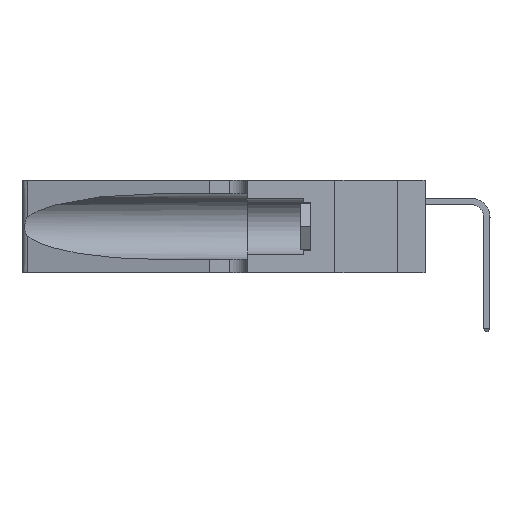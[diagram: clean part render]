
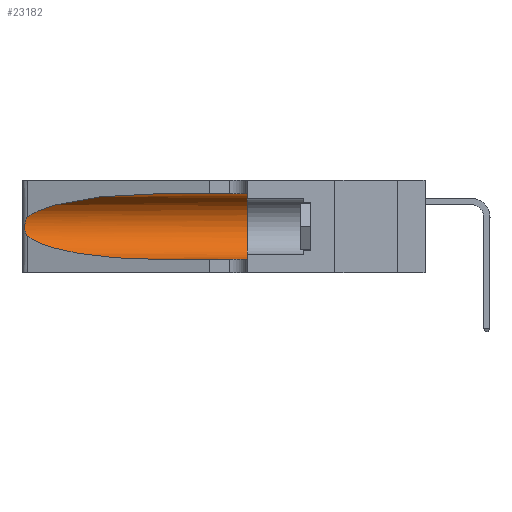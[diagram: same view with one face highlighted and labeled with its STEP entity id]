
A CAD part, left-side view. The second image highlights one B-rep face of the part: STEP entity #23182.
In plain terms, the highlighted cylindrical face has radius 3.308 mm (diameter 6.617 mm), a partial arc.
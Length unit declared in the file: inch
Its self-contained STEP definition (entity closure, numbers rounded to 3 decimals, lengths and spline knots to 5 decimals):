
#516 = ORIENTED_EDGE ( 'NONE', *, *, #37276, .F. ) ;
#942 = VERTEX_POINT ( 'NONE', #39314 ) ;
#1668 = CARTESIAN_POINT ( 'NONE',  ( 0.25487, 1.22718, 0.22369 ) ) ;
#2321 = CARTESIAN_POINT ( 'NONE',  ( 0.26018, 1.23835, 0.19895 ) ) ;
#3358 = CARTESIAN_POINT ( 'NONE',  ( 0.1305, 0.72297, 0.05475 ) ) ;
#5149 = LINE ( 'NONE', #18950, #22156 ) ;
#5781 = CARTESIAN_POINT ( 'NONE',  ( 0.26075, 1.23896, 0.178 ) ) ;
#5908 = CARTESIAN_POINT ( 'NONE',  ( 0.1305, 1.61858, 0.185 ) ) ;
#7618 = EDGE_LOOP ( 'NONE', ( #14697, #17849, #9809, #28865, #516, #29609 ) ) ;
#8762 = VERTEX_POINT ( 'NONE', #18023 ) ;
#9163 = CARTESIAN_POINT ( 'NONE',  ( 0.25856, 1.23593, 0.16098 ) ) ;
#9289 = DIRECTION ( 'NONE',  ( 0., 0., -1. ) ) ;
#9398 = EDGE_CURVE ( 'NONE', #12486, #942, #23134, .T. ) ;
#9809 = ORIENTED_EDGE ( 'NONE', *, *, #16823, .T. ) ;
#11221 = DIRECTION ( 'NONE',  ( 0., 1., 0. ) ) ;
#12429 = CARTESIAN_POINT ( 'NONE',  ( 0.25487, 1.22718, 0.22369 ) ) ;
#12486 = VERTEX_POINT ( 'NONE', #36785 ) ;
#12564 = CARTESIAN_POINT ( 'NONE',  ( 0.25639, 1.23186, 0.15144 ) ) ;
#13066 = LINE ( 'NONE', #36087, #36976 ) ;
#14697 = ORIENTED_EDGE ( 'NONE', *, *, #9398, .T. ) ;
#16011 = CARTESIAN_POINT ( 'NONE',  ( 0.25487, 1.22718, 0.14631 ) ) ;
#16823 = EDGE_CURVE ( 'NONE', #8762, #30314, #33248, .T. ) ;
#17177 = CARTESIAN_POINT ( 'NONE',  ( 0.18966, 0.96281, 0.05475 ) ) ;
#17849 = ORIENTED_EDGE ( 'NONE', *, *, #36907, .T. ) ;
#18023 = CARTESIAN_POINT ( 'NONE',  ( 0.25487, 1.22718, 0.14631 ) ) ;
#18324 = EDGE_CURVE ( 'NONE', #30314, #36267, #13066, .T. ) ;
#18950 = CARTESIAN_POINT ( 'NONE',  ( 0.1305, 1.61858, 0.31525 ) ) ;
#19271 = CARTESIAN_POINT ( 'NONE',  ( 0.25639, 1.23184, 0.21858 ) ) ;
#20423 = CARTESIAN_POINT ( 'NONE',  ( 0.2373, 1.15595, 0.08982 ) ) ;
#21105 = CARTESIAN_POINT ( 'NONE',  ( 0.1305, 0.35, 0.31525 ) ) ;
#21235 = CYLINDRICAL_SURFACE ( 'NONE', #22114, 0.13025 ) ;
#22014 = CARTESIAN_POINT ( 'NONE',  ( 0.2373, 1.15595, 0.28018 ) ) ;
#22114 = AXIS2_PLACEMENT_3D ( 'NONE', #5908, #22833, #9289 ) ;
#22156 = VECTOR ( 'NONE', #32461, 39.37008 ) ;
#22187 = VERTEX_POINT ( 'NONE', #21105 ) ;
#22331 = FACE_OUTER_BOUND ( 'NONE', #7618, .T. ) ;
#22701 = CARTESIAN_POINT ( 'NONE',  ( 0.25854, 1.2359, 0.20912 ) ) ;
#22833 = DIRECTION ( 'NONE',  ( 0., -1., 0. ) ) ;
#23134 =( BOUNDED_CURVE ( )  B_SPLINE_CURVE ( 3, ( #35520, #38892, #22014, #1668 ),
 .UNSPECIFIED., .F., .T. ) 
 B_SPLINE_CURVE_WITH_KNOTS ( ( 4, 4 ),
 ( 1.5708, 2.84003 ),
 .UNSPECIFIED. ) 
 CURVE ( )  GEOMETRIC_REPRESENTATION_ITEM ( )  RATIONAL_B_SPLINE_CURVE ( ( 1., 0.87, 0.87, 1. ) ) 
 REPRESENTATION_ITEM ( '' )  );
#23148 = CARTESIAN_POINT ( 'NONE',  ( 0.1305, 0.35, 0.05475 ) ) ;
#23182 = ADVANCED_FACE ( 'NONE', ( #22331 ), #21235, .F. ) ;
#23501 = CIRCLE ( 'NONE', #34220, 0.13025 ) ;
#26116 = CARTESIAN_POINT ( 'NONE',  ( 0.26075, 1.23896, 0.19203 ) ) ;
#28865 = ORIENTED_EDGE ( 'NONE', *, *, #18324, .T. ) ;
#29506 = CARTESIAN_POINT ( 'NONE',  ( 0.26017, 1.23833, 0.17102 ) ) ;
#29609 = ORIENTED_EDGE ( 'NONE', *, *, #34914, .F. ) ;
#30314 = VERTEX_POINT ( 'NONE', #3358 ) ;
#31573 = CARTESIAN_POINT ( 'NONE',  ( 0.1305, 0.35, 0.185 ) ) ;
#32461 = DIRECTION ( 'NONE',  ( 0., -1., 0. ) ) ;
#32786 = CARTESIAN_POINT ( 'NONE',  ( 0.25555, 1.22994, 0.2215 ) ) ;
#32932 = CARTESIAN_POINT ( 'NONE',  ( 0.25789, 1.23486, 0.15765 ) ) ;
#33248 =( BOUNDED_CURVE ( )  B_SPLINE_CURVE ( 3, ( #34109, #20423, #17177, #40846 ),
 .UNSPECIFIED., .F., .F. ) 
 B_SPLINE_CURVE_WITH_KNOTS ( ( 4, 4 ),
 ( 3.44316, 4.71239 ),
 .UNSPECIFIED. ) 
 CURVE ( )  GEOMETRIC_REPRESENTATION_ITEM ( )  RATIONAL_B_SPLINE_CURVE ( ( 1., 0.87, 0.87, 1. ) ) 
 REPRESENTATION_ITEM ( '' )  );
#34109 = CARTESIAN_POINT ( 'NONE',  ( 0.25487, 1.22718, 0.14631 ) ) ;
#34220 = AXIS2_PLACEMENT_3D ( 'NONE', #31573, #11221, #34992 ) ;
#34914 = EDGE_CURVE ( 'NONE', #12486, #22187, #5149, .T. ) ;
#34992 = DIRECTION ( 'NONE',  ( 0., 0., 1. ) ) ;
#35520 = CARTESIAN_POINT ( 'NONE',  ( 0.1305, 0.72297, 0.31525 ) ) ;
#36087 = CARTESIAN_POINT ( 'NONE',  ( 0.1305, 1.61858, 0.05475 ) ) ;
#36267 = VERTEX_POINT ( 'NONE', #23148 ) ;
#36348 = CARTESIAN_POINT ( 'NONE',  ( 0.25555, 1.22993, 0.14849 ) ) ;
#36785 = CARTESIAN_POINT ( 'NONE',  ( 0.1305, 0.72297, 0.31525 ) ) ;
#36907 = EDGE_CURVE ( 'NONE', #942, #8762, #38010, .T. ) ;
#36976 = VECTOR ( 'NONE', #39449, 39.37008 ) ;
#37276 = EDGE_CURVE ( 'NONE', #22187, #36267, #23501, .T. ) ;
#38010 = B_SPLINE_CURVE_WITH_KNOTS ( 'NONE', 3,
 ( #12429, #32786, #19271, #42905, #22701, #2321, #26116, #5781, #29506, #9163, #32932, #12564, #36348, #16011 ),
 .UNSPECIFIED., .F., .F.,
 ( 4, 2, 2, 2, 2, 2, 4 ),
 ( 0., 0.00027, 0.00053, 0.00107, 0.0016, 0.00187, 0.00214 ),
 .UNSPECIFIED. ) ;
#38892 = CARTESIAN_POINT ( 'NONE',  ( 0.18966, 0.96281, 0.31525 ) ) ;
#39314 = CARTESIAN_POINT ( 'NONE',  ( 0.25487, 1.22718, 0.22369 ) ) ;
#39449 = DIRECTION ( 'NONE',  ( 0., -1., 0. ) ) ;
#40846 = CARTESIAN_POINT ( 'NONE',  ( 0.1305, 0.72297, 0.05475 ) ) ;
#42905 = CARTESIAN_POINT ( 'NONE',  ( 0.25787, 1.23484, 0.2124 ) ) ;
